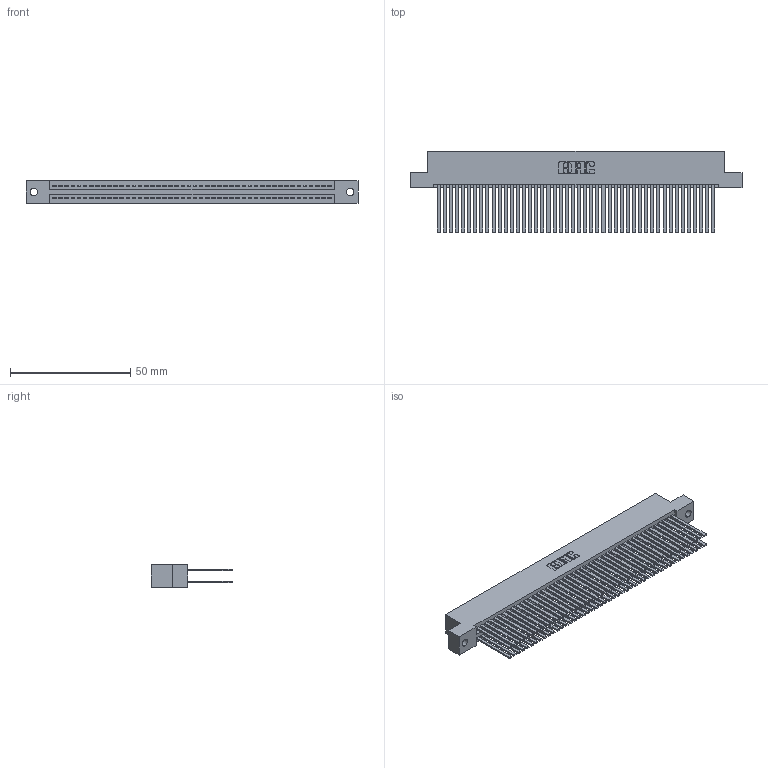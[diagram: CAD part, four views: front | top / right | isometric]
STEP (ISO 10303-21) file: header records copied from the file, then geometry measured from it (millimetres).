
FILE_DESCRIPTION (( 'STEP AP203' ), '1' );
FILE_NAME ('395-092-544-202.STEP', '2018-11-29T08:19:14', ( '' ), ( '' ), 'SwSTEP 2.0', 'SolidWorks 2016', '' );
FILE_SCHEMA (( 'CONFIG_CONTROL_DESIGN' ));
Length unit declared in the file: inch
Products named in the file (3): 345-292-001_345-293-144; 345 Part_Flush Mounting Lugs - 0.128 Dia; 395-092-544-202
Assembly tree (93 placements, depth 2):
  395-092-544-202
    345 Part_Flush Mounting Lugs - 0.128 Dia
    345-292-001_345-293-144  x92
Bounding box: 138.05 x 33.96 x 9.4 mm (x, y, z)
Volume: 14700.3 mm3; surface area: 25314.2 mm2
Topology: 93 solids, 93 shells, 4174 faces, 12393 edges, 8138 vertices
Faces by surface type: plane 2748, cylinder 1426
Entity records: 35373 total; most frequent: CARTESIAN_POINT 5924, ORIENTED_EDGE 5858, DIRECTION 5217, EDGE_CURVE 2929, VECTOR 2617, LINE 2617, VERTEX_POINT 1950, AXIS2_PLACEMENT_3D 1300
